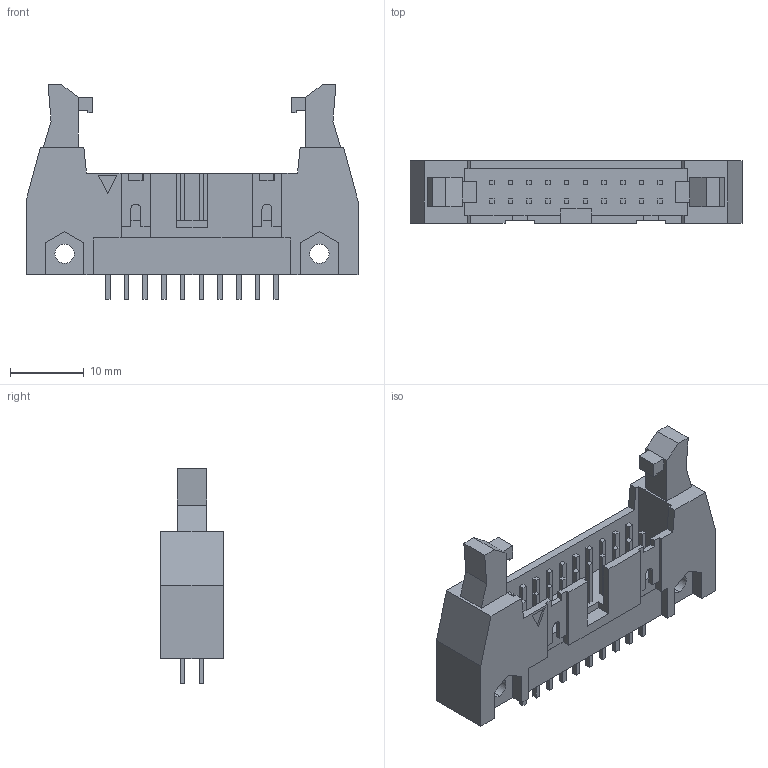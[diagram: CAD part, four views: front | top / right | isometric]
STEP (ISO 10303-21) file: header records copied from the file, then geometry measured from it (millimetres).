
FILE_DESCRIPTION (( 'STEP AP214' ), '1' );
FILE_NAME ('User Library-Header-IDC10x2-LongLevers.STEP', '2020-04-21T09:49:36', ( '' ), ( '' ), 'SwSTEP 2.0', 'SolidWorks 2019', '' );
FILE_SCHEMA (( 'AUTOMOTIVE_DESIGN' ));
Length unit declared in the file: millimetre
Products named in the file (1): User Library-Header-IDC10x2-LongLevers
Bounding box: 45 x 8.5 x 29.04 mm (x, y, z)
Surface area: 4260.4 mm2 (no closed solid volume)
Topology: 0 solids, 21 shells, 234 faces, 603 edges, 410 vertices
Faces by surface type: plane 222, cylinder 12
Entity records: 9560 total; most frequent: CARTESIAN_POINT 1248, ORIENTED_EDGE 1170, DIRECTION 1097, EDGE_CURVE 603, LINE 579, VECTOR 579, VERTEX_POINT 410, AXIS2_PLACEMENT_3D 259
